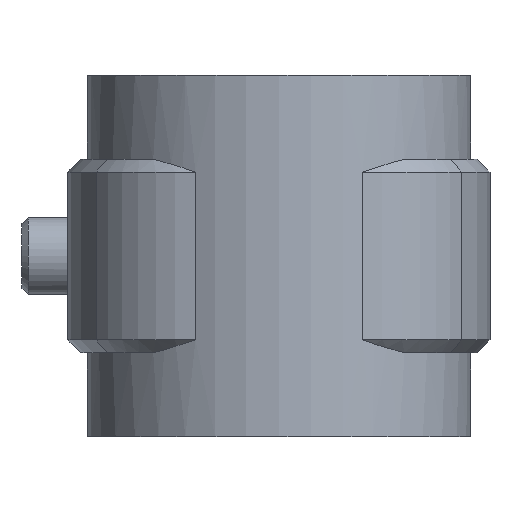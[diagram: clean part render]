
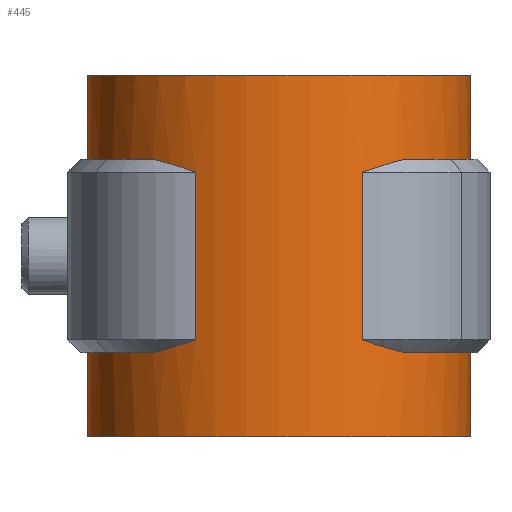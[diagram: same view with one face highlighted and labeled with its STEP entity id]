
A CAD part, front view. The second image highlights one B-rep face of the part: STEP entity #445.
In plain terms, the highlighted cylindrical face has radius 14.855 mm (diameter 29.71 mm), a partial arc.
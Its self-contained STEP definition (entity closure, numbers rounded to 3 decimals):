
#445 = ADVANCED_FACE( '', ( #861 ), #862, .T. );
#861 = FACE_OUTER_BOUND( '', #1945, .T. );
#862 = CYLINDRICAL_SURFACE( '', #1946, 14.855 );
#1945 = EDGE_LOOP( '', ( #4280, #4281, #4282, #4283, #4284, #4285, #4286, #4287, #4288, #4289, #4290, #4291, #4292, #4293, #4294, #4295 ) );
#1946 = AXIS2_PLACEMENT_3D( '', #4296, #4297, #4298 );
#4280 = ORIENTED_EDGE( '', *, *, #6579, .F. );
#4281 = ORIENTED_EDGE( '', *, *, #6580, .T. );
#4282 = ORIENTED_EDGE( '', *, *, #6581, .T. );
#4283 = ORIENTED_EDGE( '', *, *, #6582, .T. );
#4284 = ORIENTED_EDGE( '', *, *, #6583, .T. );
#4285 = ORIENTED_EDGE( '', *, *, #6584, .T. );
#4286 = ORIENTED_EDGE( '', *, *, #6585, .T. );
#4287 = ORIENTED_EDGE( '', *, *, #6447, .F. );
#4288 = ORIENTED_EDGE( '', *, *, #6586, .T. );
#4289 = ORIENTED_EDGE( '', *, *, #6587, .T. );
#4290 = ORIENTED_EDGE( '', *, *, #6588, .T. );
#4291 = ORIENTED_EDGE( '', *, *, #6589, .T. );
#4292 = ORIENTED_EDGE( '', *, *, #6590, .F. );
#4293 = ORIENTED_EDGE( '', *, *, #6441, .F. );
#4294 = ORIENTED_EDGE( '', *, *, #6439, .F. );
#4295 = ORIENTED_EDGE( '', *, *, #6591, .T. );
#4296 = CARTESIAN_POINT( '', ( 0., 0., -26.5 ) );
#4297 = DIRECTION( '', ( 0., 0., -1. ) );
#4298 = DIRECTION( '', ( 0., -1., 0. ) );
#6439 = EDGE_CURVE( '', #7449, #7432, #7451, .T. );
#6441 = EDGE_CURVE( '', #7432, #7454, #7455, .T. );
#6447 = EDGE_CURVE( '', #7464, #7466, #7467, .T. );
#6579 = EDGE_CURVE( '', #7688, #7689, #7690, .T. );
#6580 = EDGE_CURVE( '', #7688, #7691, #7692, .T. );
#6581 = EDGE_CURVE( '', #7691, #7693, #7694, .T. );
#6582 = EDGE_CURVE( '', #7693, #7695, #7696, .T. );
#6583 = EDGE_CURVE( '', #7695, #7697, #7698, .T. );
#6584 = EDGE_CURVE( '', #7697, #7699, #7700, .T. );
#6585 = EDGE_CURVE( '', #7699, #7466, #7701, .T. );
#6586 = EDGE_CURVE( '', #7464, #7702, #7703, .T. );
#6587 = EDGE_CURVE( '', #7702, #7704, #7705, .T. );
#6588 = EDGE_CURVE( '', #7704, #7706, #7707, .F. );
#6589 = EDGE_CURVE( '', #7706, #7708, #7709, .T. );
#6590 = EDGE_CURVE( '', #7454, #7708, #7710, .T. );
#6591 = EDGE_CURVE( '', #7449, #7689, #7711, .T. );
#7432 = VERTEX_POINT( '', #9660 );
#7449 = VERTEX_POINT( '', #9682 );
#7451 = CIRCLE( '', #9685, 14.855 );
#7454 = VERTEX_POINT( '', #9689 );
#7455 = LINE( '', #9690, #9691 );
#7464 = VERTEX_POINT( '', #9708 );
#7466 = VERTEX_POINT( '', #9711 );
#7467 = LINE( '', #9712, #9713 );
#7688 = VERTEX_POINT( '', #10649 );
#7689 = VERTEX_POINT( '', #10650 );
#7690 = CIRCLE( '', #10651, 14.855 );
#7691 = VERTEX_POINT( '', #10652 );
#7692 = B_SPLINE_CURVE_WITH_KNOTS( '', 3, ( #10653, #10654, #10655, #10656 ), .UNSPECIFIED., .F., .F., ( 4, 4 ), ( 0., 0.004 ), .UNSPECIFIED. );
#7693 = VERTEX_POINT( '', #10657 );
#7694 = LINE( '', #10658, #10659 );
#7695 = VERTEX_POINT( '', #10660 );
#7696 = B_SPLINE_CURVE_WITH_KNOTS( '', 3, ( #10661, #10662, #10663, #10664 ), .UNSPECIFIED., .F., .F., ( 4, 4 ), ( 0., 0.004 ), .UNSPECIFIED. );
#7697 = VERTEX_POINT( '', #10665 );
#7698 = CIRCLE( '', #10666, 14.855 );
#7699 = VERTEX_POINT( '', #10667 );
#7700 = LINE( '', #10668, #10669 );
#7701 = CIRCLE( '', #10670, 14.855 );
#7702 = VERTEX_POINT( '', #10671 );
#7703 = CIRCLE( '', #10672, 14.855 );
#7704 = VERTEX_POINT( '', #10673 );
#7705 = B_SPLINE_CURVE_WITH_KNOTS( '', 3, ( #10674, #10675, #10676, #10677 ), .UNSPECIFIED., .F., .F., ( 4, 4 ), ( 0., 0.004 ), .UNSPECIFIED. );
#7706 = VERTEX_POINT( '', #10678 );
#7707 = LINE( '', #10679, #10680 );
#7708 = VERTEX_POINT( '', #10681 );
#7709 = B_SPLINE_CURVE_WITH_KNOTS( '', 3, ( #10682, #10683, #10684, #10685 ), .UNSPECIFIED., .F., .F., ( 4, 4 ), ( 0., 0.004 ), .UNSPECIFIED. );
#7710 = CIRCLE( '', #10686, 14.855 );
#7711 = LINE( '', #10687, #10688 );
#9660 = CARTESIAN_POINT( '', ( -6.1, 13.545, -26.5 ) );
#9682 = CARTESIAN_POINT( '', ( 6.1, 13.545, -26.5 ) );
#9685 = AXIS2_PLACEMENT_3D( '', #12456, #12457, #12458 );
#9689 = CARTESIAN_POINT( '', ( -6.1, 13.545, -20. ) );
#9690 = CARTESIAN_POINT( '', ( -6.1, 13.545, -26.5 ) );
#9691 = VECTOR( '', #12460, 1000. );
#9708 = CARTESIAN_POINT( '', ( -6.1, 13.545, -5. ) );
#9711 = CARTESIAN_POINT( '', ( -6.1, 13.545, 1.5 ) );
#9712 = CARTESIAN_POINT( '', ( -6.1, 13.545, -26.5 ) );
#9713 = VECTOR( '', #12464, 1000. );
#10649 = CARTESIAN_POINT( '', ( 9.733, -11.222, -20. ) );
#10650 = CARTESIAN_POINT( '', ( 6.1, 13.545, -20. ) );
#10651 = AXIS2_PLACEMENT_3D( '', #12596, #12597, #12598 );
#10652 = CARTESIAN_POINT( '', ( 6.461, -13.376, -19. ) );
#10653 = CARTESIAN_POINT( '', ( 9.733, -11.222, -20. ) );
#10654 = CARTESIAN_POINT( '', ( 8.724, -12.098, -19.739 ) );
#10655 = CARTESIAN_POINT( '', ( 7.632, -12.811, -19.397 ) );
#10656 = CARTESIAN_POINT( '', ( 6.461, -13.376, -19. ) );
#10657 = CARTESIAN_POINT( '', ( 6.461, -13.376, -6. ) );
#10658 = CARTESIAN_POINT( '', ( 6.461, -13.376, -12.5 ) );
#10659 = VECTOR( '', #12599, 1000. );
#10660 = CARTESIAN_POINT( '', ( 9.733, -11.222, -5. ) );
#10661 = CARTESIAN_POINT( '', ( 6.461, -13.376, -6. ) );
#10662 = CARTESIAN_POINT( '', ( 7.632, -12.811, -5.603 ) );
#10663 = CARTESIAN_POINT( '', ( 8.724, -12.098, -5.261 ) );
#10664 = CARTESIAN_POINT( '', ( 9.733, -11.222, -5. ) );
#10665 = CARTESIAN_POINT( '', ( 6.1, 13.545, -5. ) );
#10666 = AXIS2_PLACEMENT_3D( '', #12600, #12601, #12602 );
#10667 = CARTESIAN_POINT( '', ( 6.1, 13.545, 1.5 ) );
#10668 = CARTESIAN_POINT( '', ( 6.1, 13.545, -26.5 ) );
#10669 = VECTOR( '', #12603, 1000. );
#10670 = AXIS2_PLACEMENT_3D( '', #12604, #12605, #12606 );
#10671 = CARTESIAN_POINT( '', ( -9.733, -11.222, -5. ) );
#10672 = AXIS2_PLACEMENT_3D( '', #12607, #12608, #12609 );
#10673 = CARTESIAN_POINT( '', ( -6.461, -13.376, -6. ) );
#10674 = CARTESIAN_POINT( '', ( -9.733, -11.222, -5. ) );
#10675 = CARTESIAN_POINT( '', ( -8.724, -12.098, -5.261 ) );
#10676 = CARTESIAN_POINT( '', ( -7.632, -12.811, -5.603 ) );
#10677 = CARTESIAN_POINT( '', ( -6.461, -13.376, -6. ) );
#10678 = CARTESIAN_POINT( '', ( -6.461, -13.376, -19. ) );
#10679 = CARTESIAN_POINT( '', ( -6.461, -13.376, -12.5 ) );
#10680 = VECTOR( '', #12610, 1000. );
#10681 = CARTESIAN_POINT( '', ( -9.733, -11.222, -20. ) );
#10682 = CARTESIAN_POINT( '', ( -6.461, -13.376, -19. ) );
#10683 = CARTESIAN_POINT( '', ( -7.632, -12.811, -19.397 ) );
#10684 = CARTESIAN_POINT( '', ( -8.724, -12.098, -19.739 ) );
#10685 = CARTESIAN_POINT( '', ( -9.733, -11.222, -20. ) );
#10686 = AXIS2_PLACEMENT_3D( '', #12611, #12612, #12613 );
#10687 = CARTESIAN_POINT( '', ( 6.1, 13.545, -26.5 ) );
#10688 = VECTOR( '', #12614, 1000. );
#12456 = CARTESIAN_POINT( '', ( 0., 0., -26.5 ) );
#12457 = DIRECTION( '', ( 0., 0., -1. ) );
#12458 = DIRECTION( '', ( 1., 0., 0. ) );
#12460 = DIRECTION( '', ( 0., 0., 1. ) );
#12464 = DIRECTION( '', ( 0., 0., 1. ) );
#12596 = CARTESIAN_POINT( '', ( 0., 0., -20. ) );
#12597 = DIRECTION( '', ( 0., 0., 1. ) );
#12598 = DIRECTION( '', ( 1., 0., 0. ) );
#12599 = DIRECTION( '', ( 0., 0., 1. ) );
#12600 = CARTESIAN_POINT( '', ( 0., 0., -5. ) );
#12601 = DIRECTION( '', ( 0., 0., 1. ) );
#12602 = DIRECTION( '', ( 1., 0., 0. ) );
#12603 = DIRECTION( '', ( 0., 0., 1. ) );
#12604 = CARTESIAN_POINT( '', ( 0., 0., 1.5 ) );
#12605 = DIRECTION( '', ( 0., 0., -1. ) );
#12606 = DIRECTION( '', ( 1., 0., 0. ) );
#12607 = CARTESIAN_POINT( '', ( 0., 0., -5. ) );
#12608 = DIRECTION( '', ( 0., 0., 1. ) );
#12609 = DIRECTION( '', ( 1., 0., 0. ) );
#12610 = DIRECTION( '', ( 0., 0., 1. ) );
#12611 = CARTESIAN_POINT( '', ( 0., 0., -20. ) );
#12612 = DIRECTION( '', ( 0., 0., 1. ) );
#12613 = DIRECTION( '', ( 1., 0., 0. ) );
#12614 = DIRECTION( '', ( 0., 0., 1. ) );
